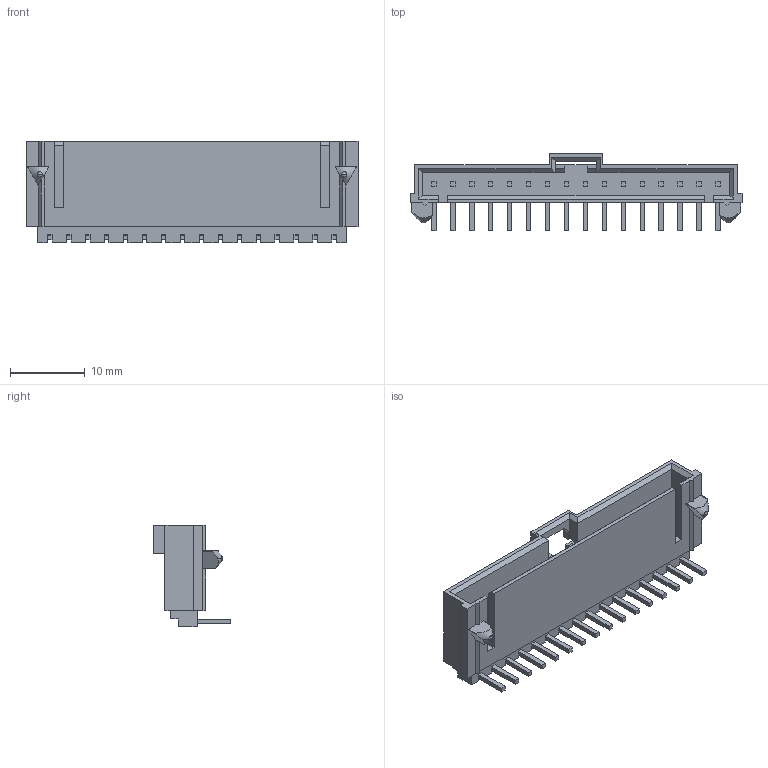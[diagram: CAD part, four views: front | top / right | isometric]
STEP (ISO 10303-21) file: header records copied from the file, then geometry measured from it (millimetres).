
FILE_DESCRIPTION((''),'2;1');
FILE_NAME('705550050','2016-12-06T',('ghp'),(''),'PRO/ENGINEER BY PARAMETRIC TECHNOLOGY CORPORATION, 2012310','PRO/ENGINEER BY PARAMETRIC TECHNOLOGY CORPORATION, 2012310','');
FILE_SCHEMA(('CONFIG_CONTROL_DESIGN'));
Length unit declared in the file: inch
Products named in the file (1): 705550050
Bounding box: 44.45 x 10.29 x 13.59 mm (x, y, z)
Volume: 1701.4 mm3; surface area: 3044.2 mm2
Topology: 1 solids, 1 shells, 405 faces, 1131 edges, 744 vertices
Faces by surface type: plane 363, cylinder 34, cone 4, bspline 4
Entity records: 12878 total; most frequent: CARTESIAN_POINT 2478, ORIENTED_EDGE 2172, DIRECTION 2017, EDGE_CURVE 1086, VECTOR 987, LINE 987, VERTEX_POINT 698, AXIS2_PLACEMENT_3D 515
